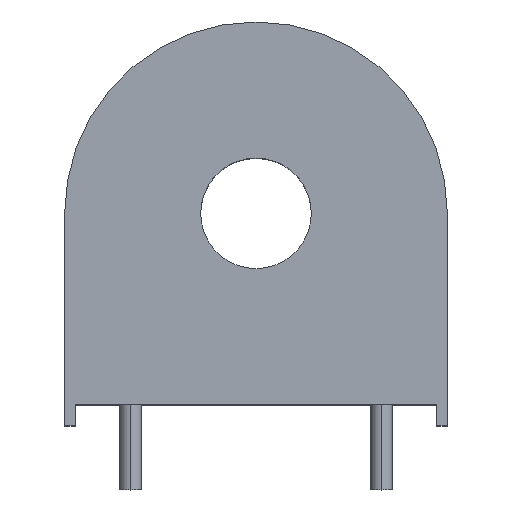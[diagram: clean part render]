
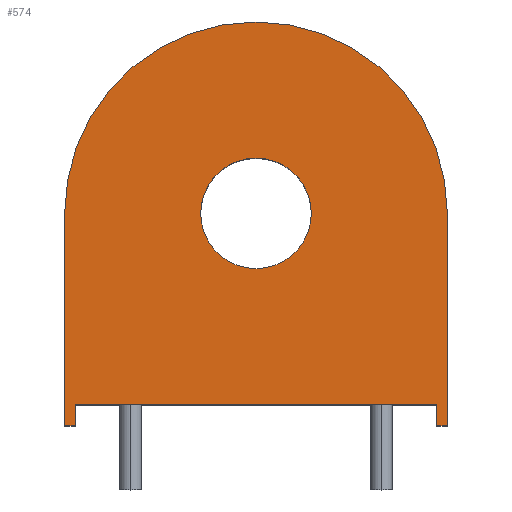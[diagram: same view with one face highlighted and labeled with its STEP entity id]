
A CAD part, top view. The second image highlights one B-rep face of the part: STEP entity #574.
In plain terms, the highlighted planar face has unit normal (0, 0, 1).
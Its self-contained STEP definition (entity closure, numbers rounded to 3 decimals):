
#1 = AXIS2_PLACEMENT_3D ( 'NONE', #469, #63, #631 ) ;
#7 = DIRECTION ( 'NONE',  ( 0., -1., 0. ) ) ;
#11 = CARTESIAN_POINT ( 'NONE',  ( -9., -10., 10.2 ) ) ;
#14 = EDGE_CURVE ( 'NONE', #646, #554, #29, .T. ) ;
#15 = ORIENTED_EDGE ( 'NONE', *, *, #218, .F. ) ;
#27 = CARTESIAN_POINT ( 'NONE',  ( 2.6, 0., 10.2 ) ) ;
#28 = LINE ( 'NONE', #318, #389 ) ;
#29 = LINE ( 'NONE', #341, #94 ) ;
#30 = VERTEX_POINT ( 'NONE', #40 ) ;
#40 = CARTESIAN_POINT ( 'NONE',  ( 9., 0., 10.2 ) ) ;
#63 = DIRECTION ( 'NONE',  ( 0., 0., 1. ) ) ;
#64 = LINE ( 'NONE', #11, #150 ) ;
#71 = ORIENTED_EDGE ( 'NONE', *, *, #289, .T. ) ;
#88 = DIRECTION ( 'NONE',  ( 0., -1., 0. ) ) ;
#94 = VECTOR ( 'NONE', #345, 1000. ) ;
#96 = CARTESIAN_POINT ( 'NONE',  ( 8.5, -9., 10.2 ) ) ;
#97 = VECTOR ( 'NONE', #7, 1000. ) ;
#101 = ORIENTED_EDGE ( 'NONE', *, *, #405, .F. ) ;
#107 = EDGE_CURVE ( 'NONE', #431, #155, #552, .T. ) ;
#110 = DIRECTION ( 'NONE',  ( 1., 0., 0. ) ) ;
#114 = ORIENTED_EDGE ( 'NONE', *, *, #107, .T. ) ;
#122 = ORIENTED_EDGE ( 'NONE', *, *, #536, .F. ) ;
#129 = CARTESIAN_POINT ( 'NONE',  ( -8.5, -10., 10.2 ) ) ;
#150 = VECTOR ( 'NONE', #313, 1000. ) ;
#155 = VERTEX_POINT ( 'NONE', #457 ) ;
#160 = DIRECTION ( 'NONE',  ( -1., 0., 0. ) ) ;
#164 = PLANE ( 'NONE',  #203 ) ;
#167 = VECTOR ( 'NONE', #88, 1000. ) ;
#173 = DIRECTION ( 'NONE',  ( 1., 0., 0. ) ) ;
#192 = LINE ( 'NONE', #429, #470 ) ;
#199 = CIRCLE ( 'NONE', #372, 2.6 ) ;
#200 = CIRCLE ( 'NONE', #1, 2.6 ) ;
#203 = AXIS2_PLACEMENT_3D ( 'NONE', #579, #333, #173 ) ;
#207 = CARTESIAN_POINT ( 'NONE',  ( -8.5, -9., 10.2 ) ) ;
#214 = ORIENTED_EDGE ( 'NONE', *, *, #242, .T. ) ;
#218 = EDGE_CURVE ( 'NONE', #254, #554, #556, .T. ) ;
#221 = EDGE_LOOP ( 'NONE', ( #101, #122 ) ) ;
#227 = EDGE_LOOP ( 'NONE', ( #15, #653, #114, #71, #657, #214, #377, #401 ) ) ;
#242 = EDGE_CURVE ( 'NONE', #30, #310, #466, .T. ) ;
#253 = EDGE_CURVE ( 'NONE', #431, #254, #351, .T. ) ;
#254 = VERTEX_POINT ( 'NONE', #508 ) ;
#275 = DIRECTION ( 'NONE',  ( 1., 0., 0. ) ) ;
#289 = EDGE_CURVE ( 'NONE', #155, #530, #64, .T. ) ;
#310 = VERTEX_POINT ( 'NONE', #455 ) ;
#313 = DIRECTION ( 'NONE',  ( 1., 0., 0. ) ) ;
#318 = CARTESIAN_POINT ( 'NONE',  ( 9., -10., 10.2 ) ) ;
#331 = CARTESIAN_POINT ( 'NONE',  ( -2.6, 0., 10.2 ) ) ;
#333 = DIRECTION ( 'NONE',  ( 0., 0., 1. ) ) ;
#341 = CARTESIAN_POINT ( 'NONE',  ( -9., -10., 10.2 ) ) ;
#345 = DIRECTION ( 'NONE',  ( 1., 0., 0. ) ) ;
#351 = LINE ( 'NONE', #619, #542 ) ;
#352 = FACE_OUTER_BOUND ( 'NONE', #227, .T. ) ;
#372 = AXIS2_PLACEMENT_3D ( 'NONE', #581, #388, #275 ) ;
#377 = ORIENTED_EDGE ( 'NONE', *, *, #396, .T. ) ;
#388 = DIRECTION ( 'NONE',  ( 0., 0., 1. ) ) ;
#389 = VECTOR ( 'NONE', #625, 1000. ) ;
#396 = EDGE_CURVE ( 'NONE', #310, #646, #192, .T. ) ;
#401 = ORIENTED_EDGE ( 'NONE', *, *, #14, .T. ) ;
#405 = EDGE_CURVE ( 'NONE', #567, #609, #200, .T. ) ;
#412 = CARTESIAN_POINT ( 'NONE',  ( 0., 0., 10.2 ) ) ;
#429 = CARTESIAN_POINT ( 'NONE',  ( -9., 0., 10.2 ) ) ;
#431 = VERTEX_POINT ( 'NONE', #467 ) ;
#434 = EDGE_CURVE ( 'NONE', #530, #30, #28, .T. ) ;
#455 = CARTESIAN_POINT ( 'NONE',  ( -9., 0., 10.2 ) ) ;
#457 = CARTESIAN_POINT ( 'NONE',  ( 8.5, -10., 10.2 ) ) ;
#466 = CIRCLE ( 'NONE', #557, 9. ) ;
#467 = CARTESIAN_POINT ( 'NONE',  ( 8.5, -9., 10.2 ) ) ;
#469 = CARTESIAN_POINT ( 'NONE',  ( 0., 0., 10.2 ) ) ;
#470 = VECTOR ( 'NONE', #525, 1000. ) ;
#482 = CARTESIAN_POINT ( 'NONE',  ( 9., -10., 10.2 ) ) ;
#504 = DIRECTION ( 'NONE',  ( 0., 0., 1. ) ) ;
#508 = CARTESIAN_POINT ( 'NONE',  ( -8.5, -9., 10.2 ) ) ;
#525 = DIRECTION ( 'NONE',  ( 0., -1., 0. ) ) ;
#530 = VERTEX_POINT ( 'NONE', #482 ) ;
#536 = EDGE_CURVE ( 'NONE', #609, #567, #199, .T. ) ;
#542 = VECTOR ( 'NONE', #160, 1000. ) ;
#552 = LINE ( 'NONE', #96, #167 ) ;
#554 = VERTEX_POINT ( 'NONE', #129 ) ;
#556 = LINE ( 'NONE', #207, #97 ) ;
#557 = AXIS2_PLACEMENT_3D ( 'NONE', #412, #504, #110 ) ;
#567 = VERTEX_POINT ( 'NONE', #331 ) ;
#574 = ADVANCED_FACE ( 'NONE', ( #352, #603 ), #164, .T. ) ;
#579 = CARTESIAN_POINT ( 'NONE',  ( 0., 0., 10.2 ) ) ;
#581 = CARTESIAN_POINT ( 'NONE',  ( 0., 0., 10.2 ) ) ;
#598 = CARTESIAN_POINT ( 'NONE',  ( -9., -10., 10.2 ) ) ;
#603 = FACE_BOUND ( 'NONE', #221, .T. ) ;
#609 = VERTEX_POINT ( 'NONE', #27 ) ;
#619 = CARTESIAN_POINT ( 'NONE',  ( -8.5, -9., 10.2 ) ) ;
#625 = DIRECTION ( 'NONE',  ( 0., 1., 0. ) ) ;
#631 = DIRECTION ( 'NONE',  ( 1., 0., 0. ) ) ;
#646 = VERTEX_POINT ( 'NONE', #598 ) ;
#653 = ORIENTED_EDGE ( 'NONE', *, *, #253, .F. ) ;
#657 = ORIENTED_EDGE ( 'NONE', *, *, #434, .T. ) ;
